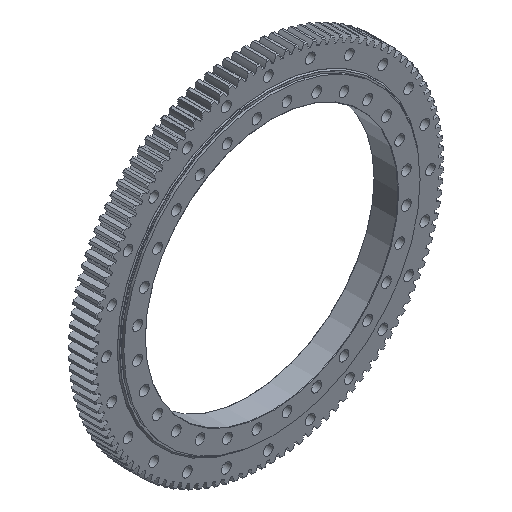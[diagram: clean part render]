
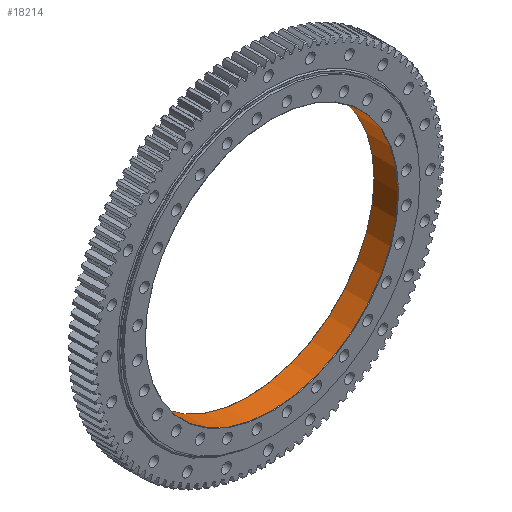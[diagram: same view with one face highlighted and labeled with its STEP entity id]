
A CAD part, isometric view. The second image highlights one B-rep face of the part: STEP entity #18214.
In plain terms, the highlighted cylindrical face has radius 269.875 mm (diameter 539.75 mm), a full revolution.
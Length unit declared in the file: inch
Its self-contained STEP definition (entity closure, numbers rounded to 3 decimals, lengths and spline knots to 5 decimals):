
#662=FACE_BOUND('',#3486,.T.);
#1512=B_SPLINE_CURVE_WITH_KNOTS('',3,(#43780,#43781,#43782,#43783,#43784,
#43785,#43786,#43787,#43788,#43789),.UNSPECIFIED.,.F.,.F.,(4,2,2,2,4),(0.,
0.53854,1.07708,1.61562,2.15415),
 .UNSPECIFIED.);
#1513=B_SPLINE_CURVE_WITH_KNOTS('',3,(#43790,#43791,#43792,#43793,#43794,
#43795,#43796,#43797,#43798,#43799,#43800,#43801,#43802,#43803,#43804,#43805,
#43806,#43807,#43808,#43809,#43810,#43811,#43812,#43813,#43814,#43815),
 .UNSPECIFIED.,.F.,.F.,(4,2,2,2,2,2,2,2,2,2,2,2,4),(2.15415,2.69269,
3.23123,3.76977,4.30831,4.84685,5.38538,
5.92392,6.46246,7.001,7.53954,8.07808,
8.61661),.UNSPECIFIED.);
#2452=FACE_OUTER_BOUND('',#3485,.T.);
#3485=EDGE_LOOP('',(#16450,#16451,#16452,#16453,#16454,#16455));
#3486=EDGE_LOOP('',(#16456,#16457));
#4130=LINE('',#43777,#4695);
#4695=VECTOR('',#26011,10.625);
#6152=CIRCLE('',#20638,10.625);
#6153=CIRCLE('',#20639,10.625);
#6154=CIRCLE('',#20641,10.625);
#6155=CIRCLE('',#20642,10.625);
#8049=VERTEX_POINT('',#43767);
#8050=VERTEX_POINT('',#43769);
#8051=VERTEX_POINT('',#43773);
#8052=VERTEX_POINT('',#43774);
#8053=VERTEX_POINT('',#43778);
#8054=VERTEX_POINT('',#43779);
#10866=EDGE_CURVE('',#8049,#8050,#6152,.T.);
#10867=EDGE_CURVE('',#8050,#8049,#6153,.T.);
#10868=EDGE_CURVE('',#8051,#8052,#6154,.T.);
#10869=EDGE_CURVE('',#8052,#8051,#6155,.T.);
#10870=EDGE_CURVE('',#8052,#8050,#4130,.T.);
#10871=EDGE_CURVE('',#8053,#8054,#1512,.T.);
#10872=EDGE_CURVE('',#8054,#8053,#1513,.T.);
#16450=ORIENTED_EDGE('',*,*,#10868,.F.);
#16451=ORIENTED_EDGE('',*,*,#10869,.F.);
#16452=ORIENTED_EDGE('',*,*,#10870,.T.);
#16453=ORIENTED_EDGE('',*,*,#10866,.F.);
#16454=ORIENTED_EDGE('',*,*,#10867,.F.);
#16455=ORIENTED_EDGE('',*,*,#10870,.F.);
#16456=ORIENTED_EDGE('',*,*,#10871,.T.);
#16457=ORIENTED_EDGE('',*,*,#10872,.T.);
#17256=CYLINDRICAL_SURFACE('',#20640,10.625);
#18214=ADVANCED_FACE('',(#2452,#662),#17256,.F.);
#20638=AXIS2_PLACEMENT_3D('',#43770,#26001,#26002);
#20639=AXIS2_PLACEMENT_3D('',#43771,#26003,#26004);
#20640=AXIS2_PLACEMENT_3D('',#43772,#26005,#26006);
#20641=AXIS2_PLACEMENT_3D('',#43775,#26007,#26008);
#20642=AXIS2_PLACEMENT_3D('',#43776,#26009,#26010);
#26001=DIRECTION('center_axis',(0.,1.,0.));
#26002=DIRECTION('ref_axis',(1.,0.,0.));
#26003=DIRECTION('center_axis',(0.,1.,0.));
#26004=DIRECTION('ref_axis',(1.,0.,0.));
#26005=DIRECTION('center_axis',(0.,1.,0.));
#26006=DIRECTION('ref_axis',(-1.,0.,0.));
#26007=DIRECTION('center_axis',(0.,-1.,0.));
#26008=DIRECTION('ref_axis',(1.,0.,0.));
#26009=DIRECTION('center_axis',(0.,-1.,0.));
#26010=DIRECTION('ref_axis',(1.,0.,0.));
#26011=DIRECTION('',(0.,-1.,0.));
#43767=CARTESIAN_POINT('',(-10.625,-1.1575,0.));
#43769=CARTESIAN_POINT('',(10.625,-1.1575,0.));
#43770=CARTESIAN_POINT('Origin',(0.,-1.1575,0.));
#43771=CARTESIAN_POINT('Origin',(0.,-1.1575,0.));
#43772=CARTESIAN_POINT('Origin',(0.,-0.156,0.));
#43773=CARTESIAN_POINT('',(-10.625,0.8455,0.));
#43774=CARTESIAN_POINT('',(10.625,0.8455,0.));
#43775=CARTESIAN_POINT('Origin',(0.,0.8455,0.));
#43776=CARTESIAN_POINT('Origin',(0.,0.8455,0.));
#43777=CARTESIAN_POINT('',(10.625,-0.156,0.));
#43778=CARTESIAN_POINT('',(-10.61009,0.,0.56275));
#43779=CARTESIAN_POINT('',(-10.625,0.56275,0.));
#43780=CARTESIAN_POINT('Ctrl Pts',(-10.61009,0.,
0.56275));
#43781=CARTESIAN_POINT('Ctrl Pts',(-10.61009,0.07067,
0.56275));
#43782=CARTESIAN_POINT('Ctrl Pts',(-10.61087,0.14605,
0.54862));
#43783=CARTESIAN_POINT('Ctrl Pts',(-10.61368,0.2847,
0.49119));
#43784=CARTESIAN_POINT('Ctrl Pts',(-10.61567,0.34797,
0.44788));
#43785=CARTESIAN_POINT('Ctrl Pts',(-10.61942,0.44788,
0.34797));
#43786=CARTESIAN_POINT('Ctrl Pts',(-10.62141,0.49119,
0.2847));
#43787=CARTESIAN_POINT('Ctrl Pts',(-10.62422,0.54862,
0.14605));
#43788=CARTESIAN_POINT('Ctrl Pts',(-10.625,0.56275,0.07067));
#43789=CARTESIAN_POINT('Ctrl Pts',(-10.625,0.56275,0.));
#43790=CARTESIAN_POINT('Ctrl Pts',(-10.625,0.56275,0.));
#43791=CARTESIAN_POINT('Ctrl Pts',(-10.625,0.56275,-0.07067));
#43792=CARTESIAN_POINT('Ctrl Pts',(-10.62422,0.54862,
-0.14605));
#43793=CARTESIAN_POINT('Ctrl Pts',(-10.62141,0.49119,
-0.2847));
#43794=CARTESIAN_POINT('Ctrl Pts',(-10.61942,0.44788,
-0.34797));
#43795=CARTESIAN_POINT('Ctrl Pts',(-10.61567,0.34797,
-0.44788));
#43796=CARTESIAN_POINT('Ctrl Pts',(-10.61368,0.2847,
-0.49119));
#43797=CARTESIAN_POINT('Ctrl Pts',(-10.61087,0.14605,
-0.54862));
#43798=CARTESIAN_POINT('Ctrl Pts',(-10.61009,0.07067,
-0.56275));
#43799=CARTESIAN_POINT('Ctrl Pts',(-10.61009,-0.07067,
-0.56275));
#43800=CARTESIAN_POINT('Ctrl Pts',(-10.61087,-0.14605,
-0.54862));
#43801=CARTESIAN_POINT('Ctrl Pts',(-10.61368,-0.2847,
-0.49119));
#43802=CARTESIAN_POINT('Ctrl Pts',(-10.61567,-0.34797,
-0.44788));
#43803=CARTESIAN_POINT('Ctrl Pts',(-10.61942,-0.44788,
-0.34797));
#43804=CARTESIAN_POINT('Ctrl Pts',(-10.62141,-0.49119,
-0.2847));
#43805=CARTESIAN_POINT('Ctrl Pts',(-10.62422,-0.54862,
-0.14605));
#43806=CARTESIAN_POINT('Ctrl Pts',(-10.625,-0.56275,-0.07067));
#43807=CARTESIAN_POINT('Ctrl Pts',(-10.625,-0.56275,0.07067));
#43808=CARTESIAN_POINT('Ctrl Pts',(-10.62422,-0.54862,
0.14605));
#43809=CARTESIAN_POINT('Ctrl Pts',(-10.62141,-0.49119,
0.2847));
#43810=CARTESIAN_POINT('Ctrl Pts',(-10.61942,-0.44788,
0.34797));
#43811=CARTESIAN_POINT('Ctrl Pts',(-10.61567,-0.34797,
0.44788));
#43812=CARTESIAN_POINT('Ctrl Pts',(-10.61368,-0.2847,
0.49119));
#43813=CARTESIAN_POINT('Ctrl Pts',(-10.61087,-0.14605,
0.54862));
#43814=CARTESIAN_POINT('Ctrl Pts',(-10.61009,-0.07067,
0.56275));
#43815=CARTESIAN_POINT('Ctrl Pts',(-10.61009,0.,
0.56275));
